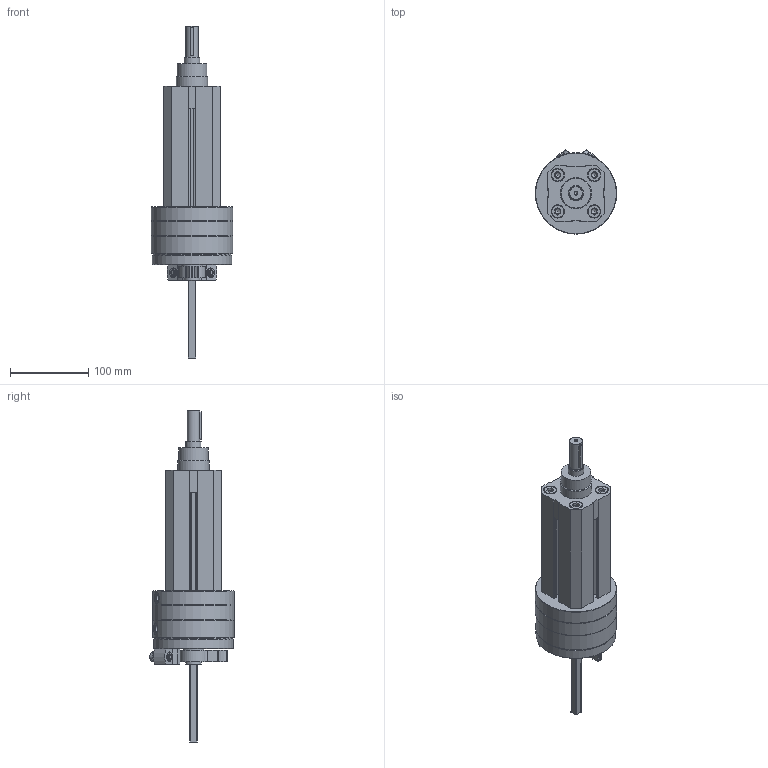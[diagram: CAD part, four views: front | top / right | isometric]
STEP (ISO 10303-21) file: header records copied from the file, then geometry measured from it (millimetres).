
FILE_DESCRIPTION(/* description */ ('STEP AP214'),/* implementation_level */ '2;1');
FILE_NAME(/* name */ '556516_DSL-32-80-270-P-A-S2-B',/* time_stamp */ '2024-08-21T16:54:32+02:00',/* author */ ('License CC BY-ND 4.0'),/* organization */ ('CADENAS'),/* preprocessor_version */ 'ST-DEVELOPER v19.3',/* originating_system */ 'PARTsolutions',/* authorisation */ ' ');
FILE_SCHEMA (('AUTOMOTIVE_DESIGN {1 0 10303 214 3 1 1}'));
Length unit declared in the file: millimetre
Products named in the file (12): 556516 DSL-32-80-270-P-A-S2-B---(0_0); 556516 DSL-32-80-270-P-A-S2-B-80_bz; 704065 DSM-32-BR---(HZ); 710517 DSM-32-P-B; 371075 SLT-16; 342622 DSM-32_NS; DIN-912 - M6x25(F); 348987 SPZ-20 M12X1-4-15; 704064 DSM-32-BL---(HZ); 556516 DSL-80_k; 306998 DSL; Shim ring DIN 988 20x28x2
Assembly tree (16 placements, depth 2):
  556516 DSL-32-80-270-P-A-S2-B---(0_0)
    556516 DSL-32-80-270-P-A-S2-B-80_bz
    704065 DSM-32-BR---(HZ)
    710517 DSM-32-P-B  x2
    371075 SLT-16  x2
    342622 DSM-32_NS  x2
    DIN-912 - M6x25(F)  x2
    348987 SPZ-20 M12X1-4-15  x2
    704064 DSM-32-BL---(HZ)
    556516 DSL-80_k
    306998 DSL
    Shim ring DIN 988 20x28x2
Bounding box: 104 x 107.81 x 424 mm (x, y, z)
Volume: 1314194.5 mm3; surface area: 185255.3 mm2
Topology: 16 solids, 16 shells, 538 faces, 1300 edges, 823 vertices
Faces by surface type: plane 279, cylinder 172, cone 83, torus 4
Full cylindrical faces by diameter (mm): 1.567 x2, 1.9 x2, 4 x2, 4.134 x2, 4.917 x2, 6 x2, 6.6 x2, 6.647 x4, 7 x2, 8 x4, 8.566 x4, 10 x2, 10.917 x4, 11 x2, 12 x2, 13.5 x1, 15 x4, 16 x1, 17 x4, 20 x5, 28 x1, 38 x1, 40 x1, 43 x1, 49 x1, 63 x1, 72 x1, 98.5 x1, 101.5 x1, 103.65 x1
Entity records: 13334 total; most frequent: CARTESIAN_POINT 2399, DIRECTION 2303, ORIENTED_EDGE 1980, EDGE_CURVE 990, AXIS2_PLACEMENT_3D 865, VERTEX_POINT 703, FACE_BOUND 639, EDGE_LOOP 629
